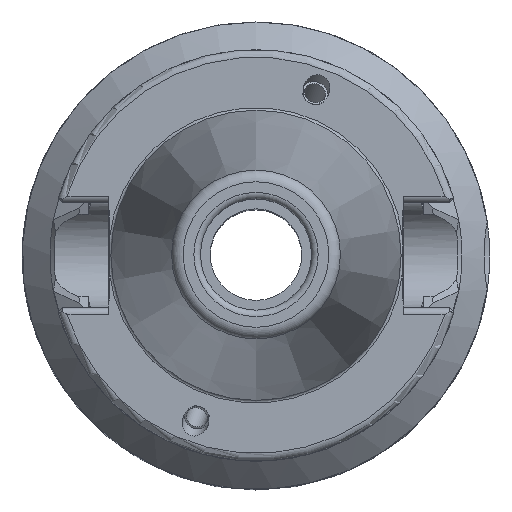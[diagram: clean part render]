
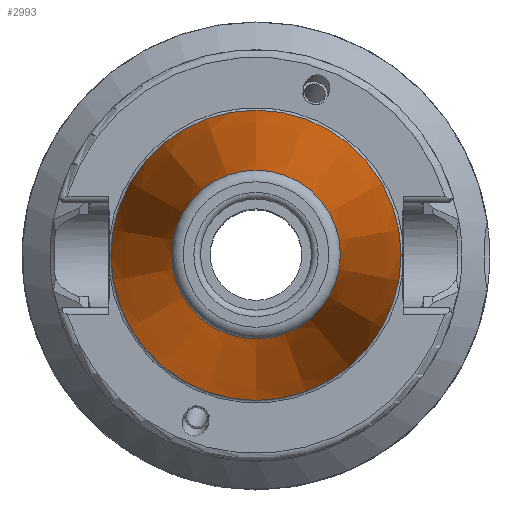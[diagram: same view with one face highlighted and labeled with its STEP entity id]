
A CAD part, top view. The second image highlights one B-rep face of the part: STEP entity #2993.
In plain terms, the highlighted conical face has half-angle 8.297 degrees and reference radius 17.554 mm.
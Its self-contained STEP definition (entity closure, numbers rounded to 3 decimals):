
#493=FACE_OUTER_BOUND('',#684,.T.);
#684=EDGE_LOOP('',(#2799,#2800,#2801,#2802,#2803));
#789=CIRCLE('',#3278,12.912);
#790=CIRCLE('',#3279,12.912);
#826=CIRCLE('',#3340,22.196);
#985=LINE('',#6358,#1144);
#1144=VECTOR('',#4152,17.554);
#1417=VERTEX_POINT('',#6255);
#1418=VERTEX_POINT('',#6257);
#1444=VERTEX_POINT('',#6354);
#1849=EDGE_CURVE('',#1417,#1418,#789,.T.);
#1850=EDGE_CURVE('',#1418,#1417,#790,.T.);
#1895=EDGE_CURVE('',#1444,#1444,#826,.T.);
#1897=EDGE_CURVE('',#1418,#1444,#985,.T.);
#2799=ORIENTED_EDGE('',*,*,#1850,.F.);
#2800=ORIENTED_EDGE('',*,*,#1897,.T.);
#2801=ORIENTED_EDGE('',*,*,#1895,.T.);
#2802=ORIENTED_EDGE('',*,*,#1897,.F.);
#2803=ORIENTED_EDGE('',*,*,#1849,.F.);
#2830=CONICAL_SURFACE('',#3341,17.554,0.145);
#2993=ADVANCED_FACE('',(#493),#2830,.T.);
#3278=AXIS2_PLACEMENT_3D('',#6258,#4014,#4015);
#3279=AXIS2_PLACEMENT_3D('',#6259,#4016,#4017);
#3340=AXIS2_PLACEMENT_3D('',#6355,#4147,#4148);
#3341=AXIS2_PLACEMENT_3D('',#6357,#4150,#4151);
#4014=DIRECTION('center_axis',(0.,0.,1.));
#4015=DIRECTION('ref_axis',(1.,0.,0.));
#4016=DIRECTION('center_axis',(0.,0.,1.));
#4017=DIRECTION('ref_axis',(1.,0.,0.));
#4147=DIRECTION('center_axis',(0.,0.,1.));
#4148=DIRECTION('ref_axis',(1.,0.,0.));
#4150=DIRECTION('center_axis',(0.,0.,-1.));
#4151=DIRECTION('ref_axis',(0.,-1.,0.));
#4152=DIRECTION('',(0.,0.144,-0.99));
#6255=CARTESIAN_POINT('',(12.912,0.,63.86));
#6257=CARTESIAN_POINT('',(0.,12.912,63.86));
#6258=CARTESIAN_POINT('Origin',(0.,0.,63.86));
#6259=CARTESIAN_POINT('Origin',(0.,0.,63.86));
#6354=CARTESIAN_POINT('',(0.,22.196,0.2));
#6355=CARTESIAN_POINT('Origin',(0.,0.,0.2));
#6357=CARTESIAN_POINT('Origin',(0.,0.,32.03));
#6358=CARTESIAN_POINT('',(0.,17.554,32.03));
